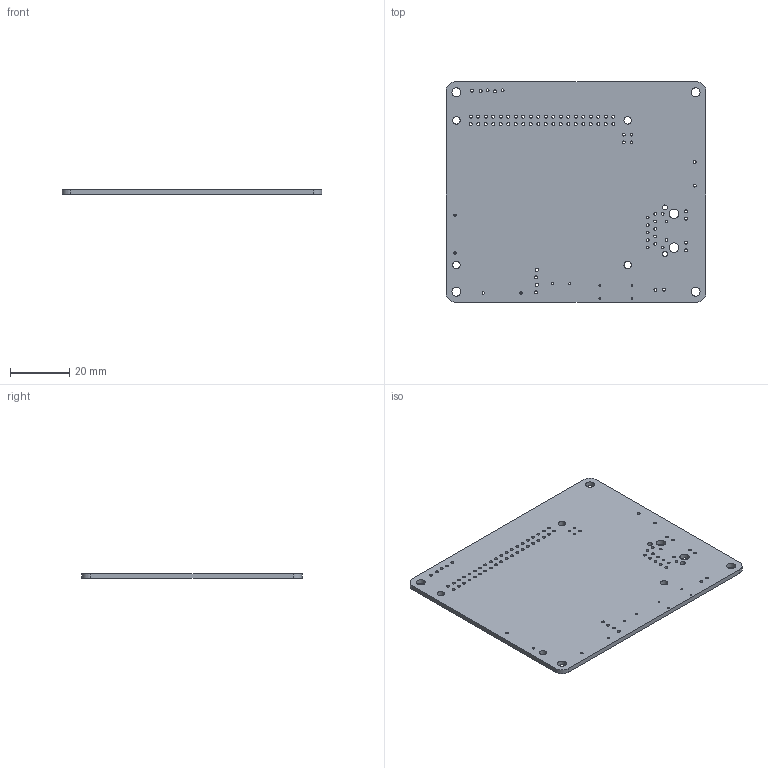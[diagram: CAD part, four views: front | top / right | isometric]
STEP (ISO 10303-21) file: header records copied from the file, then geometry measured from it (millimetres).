
FILE_DESCRIPTION(('KiCad electronic assembly'),'2;1');
FILE_NAME('kicadBoard.step','2022-11-02T01:43:15',('Pcbnew'),('Kicad'), 'Open CASCADE STEP processor 7.6','KiCad to STEP converter','Unknown' );
FILE_SCHEMA(('AUTOMOTIVE_DESIGN { 1 0 10303 214 1 1 1 1 }'));
Length unit declared in the file: millimetre
Products named in the file (2): kicadBoard 1; _autosave-kicadBoard PCB
Assembly tree (1 placements, depth 2):
  kicadBoard 1
    _autosave-kicadBoard PCB
Bounding box: 88 x 74.5 x 1.6 mm (x, y, z)
Volume: 10271.3 mm3; surface area: 13913.7 mm2
Topology: 1 solids, 1 shells, 107 faces, 315 edges, 210 vertices
Faces by surface type: cylinder 101, plane 6
Full cylindrical faces by diameter (mm): 0.6 x4, 0.65 x2, 0.8 x4, 0.85 x4, 0.9 x14, 1 x42, 1.016 x11, 1.02 x4, 1.7 x2, 2.5 x4, 3 x4, 3.2 x2
Entity records: 8221 total; most frequent: DIRECTION 1365, CARTESIAN_POINT 1264, ORIENTED_EDGE 630, PCURVE 630, DEFINITIONAL_REPRESENTATION 630, LINE 541, VECTOR 541, CIRCLE 404
